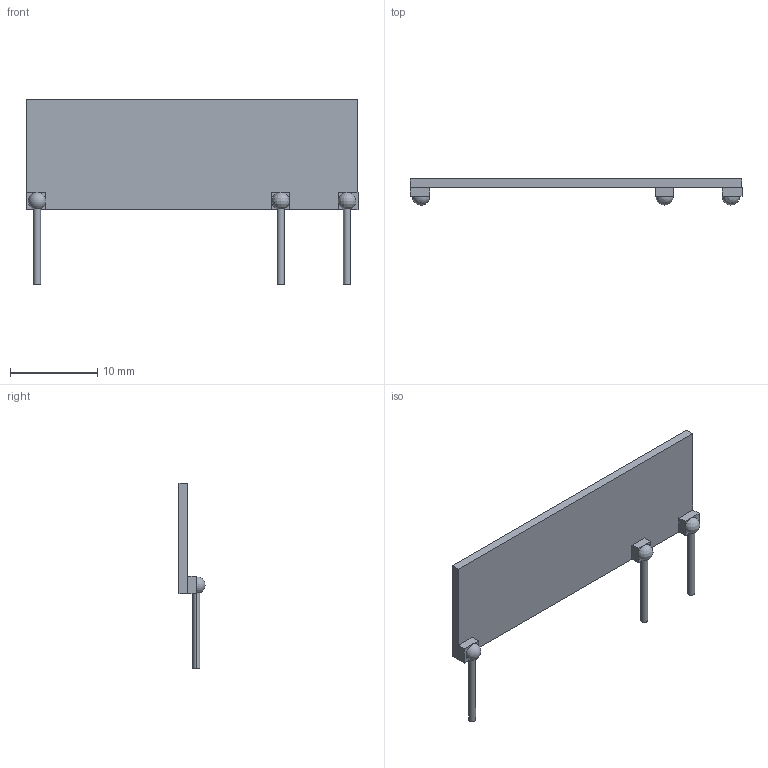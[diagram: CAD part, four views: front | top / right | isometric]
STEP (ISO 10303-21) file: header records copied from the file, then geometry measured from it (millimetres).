
FILE_DESCRIPTION((''),'2;1');
FILE_NAME('RES_NICROM_300.3.stp','2011-03-10T12:39:42',(''),(''),'Mechanical Desktop 2011','Mechanical Desktop 2011',', , ');
FILE_SCHEMA(('AUTOMOTIVE_DESIGN { 1 2 10303 214 1 1 1 1 }'));
Length unit declared in the file: millimetre
Products named in the file (1): Product
Bounding box: 38.1 x 3 x 21.3 mm (x, y, z)
Volume: 517.7 mm3; surface area: 1224.3 mm2
Topology: 10 solids, 10 shells, 42 faces, 79 edges, 51 vertices
Faces by surface type: bspline 23, plane 16, cylinder 2, sphere 1
Entity records: 1167 total; most frequent: CARTESIAN_POINT 370, ORIENTED_EDGE 142, DIRECTION 128, EDGE_CURVE 71, VECTOR 54, LINE 54, VERTEX_POINT 49, EDGE_LOOP 42
